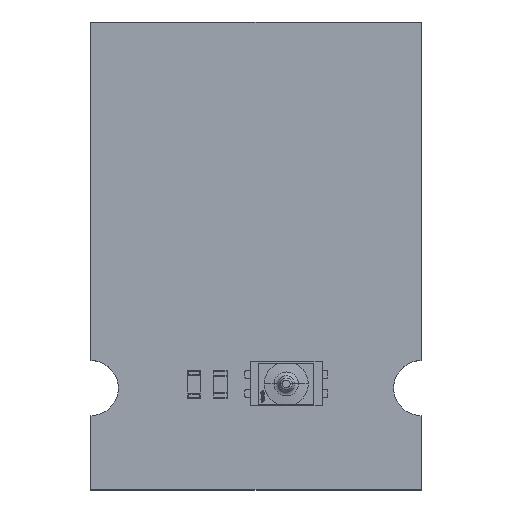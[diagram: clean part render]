
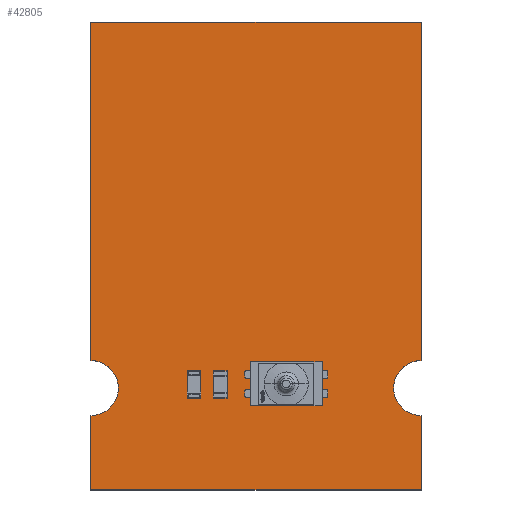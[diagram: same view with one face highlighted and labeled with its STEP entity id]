
A CAD part, top view. The second image highlights one B-rep face of the part: STEP entity #42805.
In plain terms, the highlighted planar face has unit normal (0, 0, 1).
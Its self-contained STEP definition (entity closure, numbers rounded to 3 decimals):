
#42544 = VERTEX_POINT('',#42545);
#42545 = CARTESIAN_POINT('',(162.,-95.3,1.516));
#42551 = EDGE_CURVE('',#42544,#42552,#42554,.T.);
#42552 = VERTEX_POINT('',#42553);
#42553 = CARTESIAN_POINT('',(162.,-97.3,1.516));
#42554 = CIRCLE('',#42555,1.);
#42555 = AXIS2_PLACEMENT_3D('',#42556,#42557,#42558);
#42556 = CARTESIAN_POINT('',(162.,-96.3,1.516));
#42557 = DIRECTION('',(0.,-0.,1.));
#42558 = DIRECTION('',(0.,1.,0.));
#42584 = EDGE_CURVE('',#42552,#42585,#42587,.T.);
#42585 = VERTEX_POINT('',#42586);
#42586 = CARTESIAN_POINT('',(162.,-100.,1.516));
#42587 = LINE('',#42588,#42589);
#42588 = CARTESIAN_POINT('',(162.,-97.3,1.516));
#42589 = VECTOR('',#42590,1.);
#42590 = DIRECTION('',(0.,-1.,0.));
#42615 = EDGE_CURVE('',#42585,#42616,#42618,.T.);
#42616 = VERTEX_POINT('',#42617);
#42617 = CARTESIAN_POINT('',(150.,-100.,1.516));
#42618 = LINE('',#42619,#42620);
#42619 = CARTESIAN_POINT('',(162.,-100.,1.516));
#42620 = VECTOR('',#42621,1.);
#42621 = DIRECTION('',(-1.,0.,0.));
#42646 = EDGE_CURVE('',#42616,#42647,#42649,.T.);
#42647 = VERTEX_POINT('',#42648);
#42648 = CARTESIAN_POINT('',(150.,-97.3,1.516));
#42649 = LINE('',#42650,#42651);
#42650 = CARTESIAN_POINT('',(150.,-100.,1.516));
#42651 = VECTOR('',#42652,1.);
#42652 = DIRECTION('',(0.,1.,0.));
#42677 = EDGE_CURVE('',#42647,#42678,#42680,.T.);
#42678 = VERTEX_POINT('',#42679);
#42679 = CARTESIAN_POINT('',(150.,-95.3,1.516));
#42680 = CIRCLE('',#42681,1.);
#42681 = AXIS2_PLACEMENT_3D('',#42682,#42683,#42684);
#42682 = CARTESIAN_POINT('',(150.,-96.3,1.516));
#42683 = DIRECTION('',(0.,0.,1.));
#42684 = DIRECTION('',(-0.,-1.,0.));
#42710 = EDGE_CURVE('',#42678,#42711,#42713,.T.);
#42711 = VERTEX_POINT('',#42712);
#42712 = CARTESIAN_POINT('',(150.,-83.,1.516));
#42713 = LINE('',#42714,#42715);
#42714 = CARTESIAN_POINT('',(150.,-95.3,1.516));
#42715 = VECTOR('',#42716,1.);
#42716 = DIRECTION('',(0.,1.,0.));
#42741 = EDGE_CURVE('',#42711,#42742,#42744,.T.);
#42742 = VERTEX_POINT('',#42743);
#42743 = CARTESIAN_POINT('',(162.,-83.,1.516));
#42744 = LINE('',#42745,#42746);
#42745 = CARTESIAN_POINT('',(150.,-83.,1.516));
#42746 = VECTOR('',#42747,1.);
#42747 = DIRECTION('',(1.,0.,0.));
#42772 = EDGE_CURVE('',#42742,#42544,#42773,.T.);
#42773 = LINE('',#42774,#42775);
#42774 = CARTESIAN_POINT('',(162.,-83.,1.516));
#42775 = VECTOR('',#42776,1.);
#42776 = DIRECTION('',(0.,-1.,0.));
#42805 = ADVANCED_FACE('',(#42806),#42816,.T.);
#42806 = FACE_BOUND('',#42807,.F.);
#42807 = EDGE_LOOP('',(#42808,#42809,#42810,#42811,#42812,#42813,#42814,
    #42815));
#42808 = ORIENTED_EDGE('',*,*,#42551,.T.);
#42809 = ORIENTED_EDGE('',*,*,#42584,.T.);
#42810 = ORIENTED_EDGE('',*,*,#42615,.T.);
#42811 = ORIENTED_EDGE('',*,*,#42646,.T.);
#42812 = ORIENTED_EDGE('',*,*,#42677,.T.);
#42813 = ORIENTED_EDGE('',*,*,#42710,.T.);
#42814 = ORIENTED_EDGE('',*,*,#42741,.T.);
#42815 = ORIENTED_EDGE('',*,*,#42772,.T.);
#42816 = PLANE('',#42817);
#42817 = AXIS2_PLACEMENT_3D('',#42818,#42819,#42820);
#42818 = CARTESIAN_POINT('',(0.,0.,1.516));
#42819 = DIRECTION('',(0.,0.,1.));
#42820 = DIRECTION('',(1.,0.,-0.));
